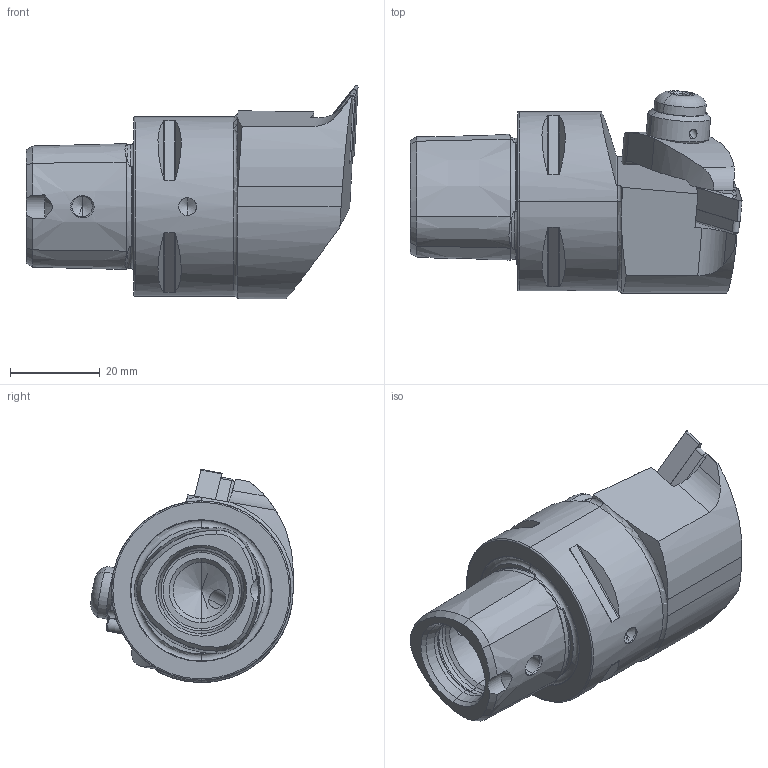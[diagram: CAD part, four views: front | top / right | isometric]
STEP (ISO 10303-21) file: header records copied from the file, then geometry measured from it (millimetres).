
FILE_DESCRIPTION (( 'STEP AP214' ), '1' );
FILE_NAME ('PS4.KVD.LUA.050.STEP', '2023-11-30T12:41:36', ( '' ), ( '' ), 'SwSTEP 2.0', 'SolidWorks 2017', '' );
FILE_SCHEMA (( 'AUTOMOTIVE_DESIGN' ));
Length unit declared in the file: millimetre
Products named in the file (10): WCC-ER5.102.012_B; WCC-ER4.103.032_A; WCC-ER3.102.029_C; WCC-ER2.001.010_A; WVD-ER2.101.003_A; PS4-KVD.LUA.050_A; PS4.KVD.LUA.050; KVT_MB_600_050; VNMG160404; ISO 13337 - 3 x 12_PreviewCfg
Assembly tree (9 placements, depth 2):
  PS4.KVD.LUA.050
    PS4-KVD.LUA.050_A
    WVD-ER2.101.003_A
    WCC-ER2.001.010_A
    VNMG160404
    WCC-ER3.102.029_C
    WCC-ER5.102.012_B
    WCC-ER4.103.032_A
    ISO 13337 - 3 x 12_PreviewCfg
    KVT_MB_600_050
Bounding box: 74.01 x 45.11 x 47.51 mm (x, y, z)
Volume: 57953.3 mm3; surface area: 18464.9 mm2
Topology: 10 solids, 10 shells, 431 faces, 1044 edges, 629 vertices
Faces by surface type: cylinder 131, cone 124, plane 100, torus 62, bspline 12, sphere 2
Entity records: 14504 total; most frequent: CARTESIAN_POINT 4195, DIRECTION 2075, ORIENTED_EDGE 2046, EDGE_CURVE 1023, AXIS2_PLACEMENT_3D 846, VERTEX_POINT 626, EDGE_LOOP 465, FACE_OUTER_BOUND 431
